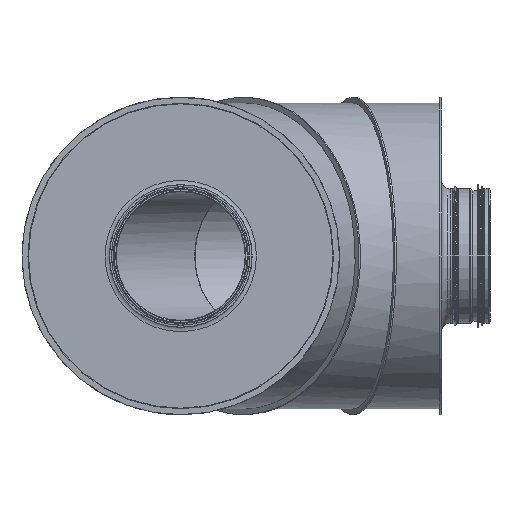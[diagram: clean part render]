
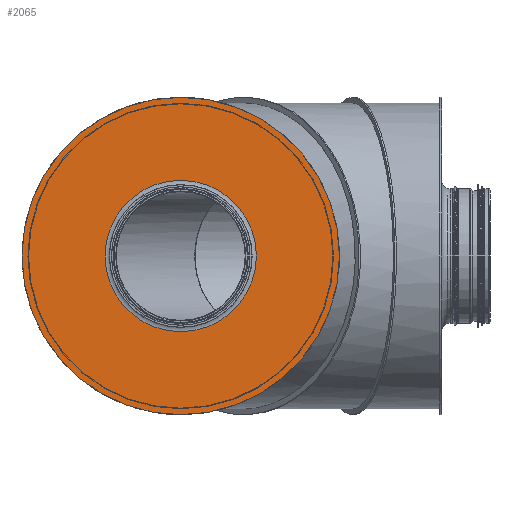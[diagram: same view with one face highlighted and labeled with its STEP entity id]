
A CAD part, front view. The second image highlights one B-rep face of the part: STEP entity #2065.
In plain terms, the highlighted planar face has unit normal (0, -1, 0).
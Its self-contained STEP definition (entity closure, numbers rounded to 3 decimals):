
#288=PLANE('',#2368);
#397=FACE_BOUND('',#849,.T.);
#569=FACE_OUTER_BOUND('',#848,.T.);
#848=EDGE_LOOP('',(#1801));
#849=EDGE_LOOP('',(#1802));
#1009=CIRCLE('',#2319,89.5);
#1022=CIRCLE('',#2367,187.7);
#1163=VERTEX_POINT('',#4471);
#1194=VERTEX_POINT('',#5513);
#1363=EDGE_CURVE('',#1163,#1163,#1009,.T.);
#1407=EDGE_CURVE('',#1194,#1194,#1022,.T.);
#1801=ORIENTED_EDGE('',*,*,#1407,.F.);
#1802=ORIENTED_EDGE('',*,*,#1363,.F.);
#2065=ADVANCED_FACE('',(#569,#397),#288,.F.);
#2319=AXIS2_PLACEMENT_3D('',#4472,#2859,#2860);
#2367=AXIS2_PLACEMENT_3D('',#5514,#2962,#2963);
#2368=AXIS2_PLACEMENT_3D('',#5515,#2964,#2965);
#2859=DIRECTION('center_axis',(0.,-1.,0.));
#2860=DIRECTION('ref_axis',(1.,0.,0.));
#2962=DIRECTION('center_axis',(0.,1.,0.));
#2963=DIRECTION('ref_axis',(-1.,0.,0.));
#2964=DIRECTION('center_axis',(0.,1.,0.));
#2965=DIRECTION('ref_axis',(0.,0.,1.));
#4471=CARTESIAN_POINT('',(-189.,-30.,0.));
#4472=CARTESIAN_POINT('Origin',(-278.5,-30.,0.));
#5513=CARTESIAN_POINT('',(-90.8,-30.,0.));
#5514=CARTESIAN_POINT('Origin',(-278.5,-30.,0.));
#5515=CARTESIAN_POINT('Origin',(-98.5,-30.,0.));
